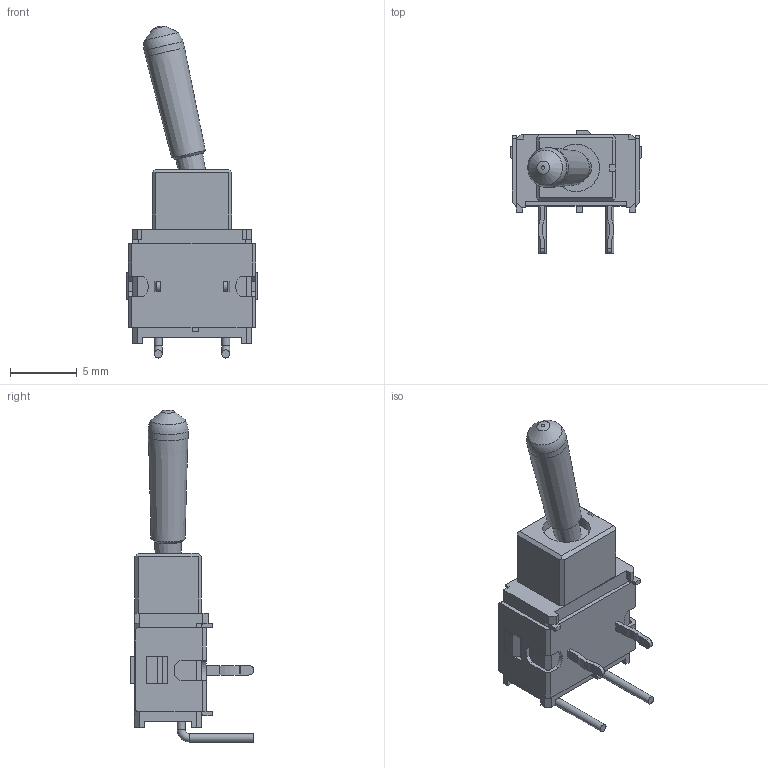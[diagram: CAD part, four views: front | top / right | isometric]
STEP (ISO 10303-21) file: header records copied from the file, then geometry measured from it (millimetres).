
FILE_DESCRIPTION(/* description */ ('STEP AP214'),/* implementation_level */ '2;1');
FILE_NAME(/* name */ 'A11AH-GA',/* time_stamp */ '2024-02-11T03:07:20+01:00',/* author */ ('License CC BY-ND 4.0'),/* organization */ ('CADENAS'),/* preprocessor_version */ 'ST-DEVELOPER v19.3',/* originating_system */ 'PARTsolutions',/* authorisation */ ' ');
FILE_SCHEMA (('AUTOMOTIVE_DESIGN {1 0 10303 214 3 1 1}'));
Length unit declared in the file: inch
Products named in the file (6): A11AH-GA; A1-toggle-body; A11H-toggle-terminals; A1H-toggle-bracket_ra; AA-toggle-toggle; AA-GA-toggle-cap
Assembly tree (5 placements, depth 2):
  A11AH-GA
    A1-toggle-body
    A11H-toggle-terminals
    A1H-toggle-bracket_ra
    AA-toggle-toggle
    AA-GA-toggle-cap
Bounding box: 9.8 x 9.27 x 24.93 mm (x, y, z)
Volume: 623.9 mm3; surface area: 933 mm2
Topology: 5 solids, 5 shells, 191 faces, 514 edges, 337 vertices
Faces by surface type: plane 149, cylinder 33, torus 4, cone 4, sphere 1
Full cylindrical faces by diameter (mm): 0.61 x4, 2.997 x1, 3.556 x1
Entity records: 5972 total; most frequent: CARTESIAN_POINT 1026, ORIENTED_EDGE 990, DIRECTION 962, EDGE_CURVE 495, LINE 422, VECTOR 422, VERTEX_POINT 334, AXIS2_PLACEMENT_3D 270
